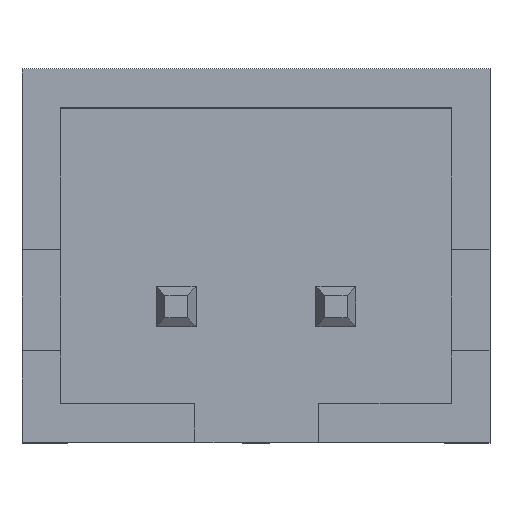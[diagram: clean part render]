
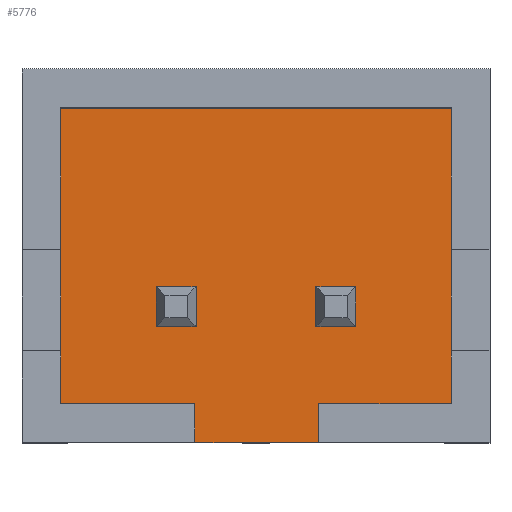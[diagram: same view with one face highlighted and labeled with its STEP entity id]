
A CAD part, top view. The second image highlights one B-rep face of the part: STEP entity #5776.
In plain terms, the highlighted planar face has unit normal (0, 0, 1).
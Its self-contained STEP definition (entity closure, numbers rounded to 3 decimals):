
#565=ORIENTED_EDGE('',*,*,#1570,.F.);
#566=ORIENTED_EDGE('',*,*,#1699,.F.);
#567=ORIENTED_EDGE('',*,*,#1569,.F.);
#568=ORIENTED_EDGE('',*,*,#1700,.F.);
#569=ORIENTED_EDGE('',*,*,#1565,.F.);
#570=ORIENTED_EDGE('',*,*,#1604,.F.);
#571=ORIENTED_EDGE('',*,*,#1655,.F.);
#572=ORIENTED_EDGE('',*,*,#1650,.F.);
#573=ORIENTED_EDGE('',*,*,#1560,.F.);
#574=ORIENTED_EDGE('',*,*,#1701,.F.);
#575=ORIENTED_EDGE('',*,*,#1556,.F.);
#576=ORIENTED_EDGE('',*,*,#1702,.T.);
#577=ORIENTED_EDGE('',*,*,#1690,.F.);
#578=ORIENTED_EDGE('',*,*,#1688,.F.);
#579=ORIENTED_EDGE('',*,*,#1686,.F.);
#580=ORIENTED_EDGE('',*,*,#1684,.F.);
#581=ORIENTED_EDGE('',*,*,#1698,.F.);
#582=ORIENTED_EDGE('',*,*,#1696,.F.);
#583=ORIENTED_EDGE('',*,*,#1694,.F.);
#584=ORIENTED_EDGE('',*,*,#1692,.F.);
#1556=EDGE_CURVE('',#2157,#2158,#2552,.T.);
#1560=EDGE_CURVE('',#2161,#2162,#2556,.T.);
#1565=EDGE_CURVE('',#2166,#2167,#2561,.T.);
#1569=EDGE_CURVE('',#2170,#2164,#2565,.T.);
#1570=EDGE_CURVE('',#2171,#2172,#2566,.T.);
#1604=EDGE_CURVE('',#2200,#2166,#2600,.T.);
#1650=EDGE_CURVE('',#2162,#2235,#2646,.T.);
#1655=EDGE_CURVE('',#2235,#2200,#2651,.T.);
#1684=EDGE_CURVE('',#2255,#2256,#2680,.T.);
#1686=EDGE_CURVE('',#2256,#2257,#2682,.T.);
#1688=EDGE_CURVE('',#2257,#2258,#2684,.T.);
#1690=EDGE_CURVE('',#2258,#2255,#2686,.T.);
#1692=EDGE_CURVE('',#2259,#2260,#2688,.T.);
#1694=EDGE_CURVE('',#2260,#2261,#2690,.T.);
#1696=EDGE_CURVE('',#2261,#2262,#2692,.T.);
#1698=EDGE_CURVE('',#2262,#2259,#2694,.T.);
#1699=EDGE_CURVE('',#2164,#2171,#2695,.T.);
#1700=EDGE_CURVE('',#2167,#2170,#2696,.T.);
#1701=EDGE_CURVE('',#2158,#2161,#2697,.T.);
#1702=EDGE_CURVE('',#2157,#2172,#2698,.T.);
#2157=VERTEX_POINT('',#7011);
#2158=VERTEX_POINT('',#7013);
#2161=VERTEX_POINT('',#7019);
#2162=VERTEX_POINT('',#7021);
#2164=VERTEX_POINT('',#7026);
#2166=VERTEX_POINT('',#7030);
#2167=VERTEX_POINT('',#7032);
#2170=VERTEX_POINT('',#7038);
#2171=VERTEX_POINT('',#7042);
#2172=VERTEX_POINT('',#7043);
#2200=VERTEX_POINT('',#7107);
#2235=VERTEX_POINT('',#7199);
#2255=VERTEX_POINT('',#7265);
#2256=VERTEX_POINT('',#7267);
#2257=VERTEX_POINT('',#7271);
#2258=VERTEX_POINT('',#7275);
#2259=VERTEX_POINT('',#7281);
#2260=VERTEX_POINT('',#7283);
#2261=VERTEX_POINT('',#7287);
#2262=VERTEX_POINT('',#7291);
#2552=LINE('',#7012,#2890);
#2556=LINE('',#7020,#2894);
#2561=LINE('',#7031,#2899);
#2565=LINE('',#7039,#2903);
#2566=LINE('',#7041,#2904);
#2600=LINE('',#7108,#2938);
#2646=LINE('',#7198,#2984);
#2651=LINE('',#7208,#2989);
#2680=LINE('',#7266,#3018);
#2682=LINE('',#7270,#3020);
#2684=LINE('',#7274,#3022);
#2686=LINE('',#7278,#3024);
#2688=LINE('',#7282,#3026);
#2690=LINE('',#7286,#3028);
#2692=LINE('',#7290,#3030);
#2694=LINE('',#7294,#3032);
#2695=LINE('',#7296,#3033);
#2696=LINE('',#7297,#3034);
#2697=LINE('',#7298,#3035);
#2698=LINE('',#7299,#3036);
#2890=VECTOR('',#6242,1000.);
#2894=VECTOR('',#6246,1000.);
#2899=VECTOR('',#6253,1000.);
#2903=VECTOR('',#6257,1000.);
#2904=VECTOR('',#6260,1000.);
#2938=VECTOR('',#6300,1000.);
#2984=VECTOR('',#6366,1000.);
#2989=VECTOR('',#6373,1000.);
#3018=VECTOR('',#6426,1000.);
#3020=VECTOR('',#6430,1000.);
#3022=VECTOR('',#6434,1000.);
#3024=VECTOR('',#6438,1000.);
#3026=VECTOR('',#6442,1000.);
#3028=VECTOR('',#6446,1000.);
#3030=VECTOR('',#6450,1000.);
#3032=VECTOR('',#6454,1000.);
#3033=VECTOR('',#6457,1000.);
#3034=VECTOR('',#6458,1000.);
#3035=VECTOR('',#6459,1000.);
#3036=VECTOR('',#6460,1000.);
#3258=EDGE_LOOP('',(#565,#566,#567,#568,#569,#570,#571,#572,#573,#574,#575,
#576));
#3259=EDGE_LOOP('',(#577,#578,#579,#580));
#3260=EDGE_LOOP('',(#581,#582,#583,#584));
#3528=FACE_BOUND('',#3258,.T.);
#3529=FACE_BOUND('',#3259,.T.);
#3530=FACE_BOUND('',#3260,.T.);
#3798=PLANE('',#6053);
#5776=ADVANCED_FACE('',(#3528,#3529,#3530),#3798,.F.);
#6053=AXIS2_PLACEMENT_3D('',#7295,#6455,#6456);
#6242=DIRECTION('',(-1.,0.,0.));
#6246=DIRECTION('',(-1.,0.,0.));
#6253=DIRECTION('',(-1.,0.,0.));
#6257=DIRECTION('',(-1.,0.,0.));
#6260=DIRECTION('',(-1.,0.,0.));
#6300=DIRECTION('',(0.,-1.,0.));
#6366=DIRECTION('',(0.,1.,0.));
#6373=DIRECTION('',(1.,0.,0.));
#6426=DIRECTION('',(0.,1.,0.));
#6430=DIRECTION('',(-1.,0.,0.));
#6434=DIRECTION('',(0.,-1.,0.));
#6438=DIRECTION('',(1.,0.,0.));
#6442=DIRECTION('',(1.,0.,0.));
#6446=DIRECTION('',(0.,1.,0.));
#6450=DIRECTION('',(-1.,0.,0.));
#6454=DIRECTION('',(0.,-1.,0.));
#6455=DIRECTION('',(0.,0.,-1.));
#6456=DIRECTION('',(-1.,0.,0.));
#6457=DIRECTION('',(0.,-1.,0.));
#6458=DIRECTION('',(-1.,0.,0.));
#6459=DIRECTION('',(-1.,0.,0.));
#6460=DIRECTION('',(0.,-1.,0.));
#7011=CARTESIAN_POINT('',(-0.765,-1.217,1.88));
#7012=CARTESIAN_POINT('',(2.448,-1.217,1.88));
#7013=CARTESIAN_POINT('',(-1.826,-1.217,1.88));
#7019=CARTESIAN_POINT('',(-2.359,-1.217,1.88));
#7020=CARTESIAN_POINT('',(2.448,-1.217,1.88));
#7021=CARTESIAN_POINT('',(-2.448,-1.217,1.88));
#7026=CARTESIAN_POINT('',(0.784,-1.217,1.88));
#7030=CARTESIAN_POINT('',(2.448,-1.217,1.88));
#7031=CARTESIAN_POINT('',(2.448,-1.217,1.88));
#7032=CARTESIAN_POINT('',(2.359,-1.217,1.88));
#7038=CARTESIAN_POINT('',(1.826,-1.217,1.88));
#7039=CARTESIAN_POINT('',(2.448,-1.217,1.88));
#7041=CARTESIAN_POINT('',(0.009,-1.7,1.88));
#7042=CARTESIAN_POINT('',(0.784,-1.7,1.88));
#7043=CARTESIAN_POINT('',(-0.765,-1.7,1.88));
#7107=CARTESIAN_POINT('',(2.448,2.491,1.88));
#7108=CARTESIAN_POINT('',(2.448,2.491,1.88));
#7198=CARTESIAN_POINT('',(-2.448,-1.217,1.88));
#7199=CARTESIAN_POINT('',(-2.448,2.491,1.88));
#7208=CARTESIAN_POINT('',(-2.448,2.491,1.88));
#7265=CARTESIAN_POINT('',(1.25,-0.25,1.88));
#7266=CARTESIAN_POINT('',(1.25,0.25,1.88));
#7267=CARTESIAN_POINT('',(1.25,0.25,1.88));
#7270=CARTESIAN_POINT('',(0.75,0.25,1.88));
#7271=CARTESIAN_POINT('',(0.75,0.25,1.88));
#7274=CARTESIAN_POINT('',(0.75,-0.25,1.88));
#7275=CARTESIAN_POINT('',(0.75,-0.25,1.88));
#7278=CARTESIAN_POINT('',(1.25,-0.25,1.88));
#7281=CARTESIAN_POINT('',(-1.25,-0.25,1.88));
#7282=CARTESIAN_POINT('',(-0.75,-0.25,1.88));
#7283=CARTESIAN_POINT('',(-0.75,-0.25,1.88));
#7286=CARTESIAN_POINT('',(-0.75,0.25,1.88));
#7287=CARTESIAN_POINT('',(-0.75,0.25,1.88));
#7290=CARTESIAN_POINT('',(-1.25,0.25,1.88));
#7291=CARTESIAN_POINT('',(-1.25,0.25,1.88));
#7294=CARTESIAN_POINT('',(-1.25,-0.25,1.88));
#7295=CARTESIAN_POINT('',(0.,0.,1.88));
#7296=CARTESIAN_POINT('',(0.784,-1.217,1.88));
#7297=CARTESIAN_POINT('',(2.448,-1.217,1.88));
#7298=CARTESIAN_POINT('',(2.448,-1.217,1.88));
#7299=CARTESIAN_POINT('',(-0.765,-1.217,1.88));
